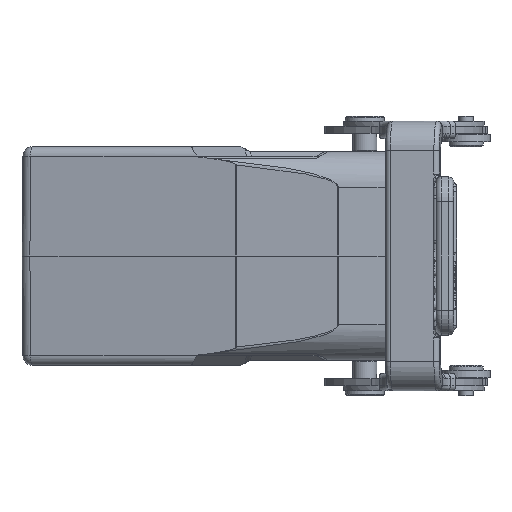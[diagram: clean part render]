
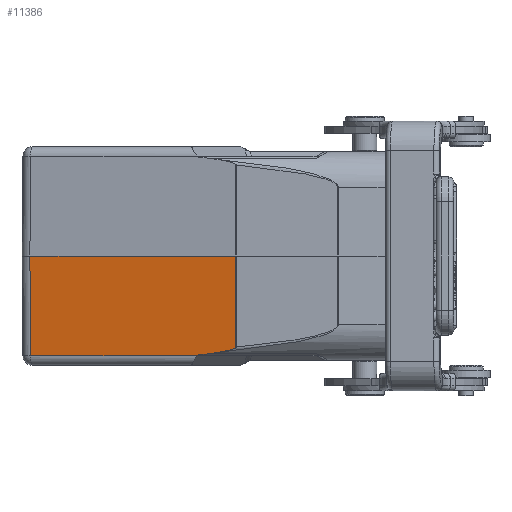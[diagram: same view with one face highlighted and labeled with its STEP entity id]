
A CAD part, left-side view. The second image highlights one B-rep face of the part: STEP entity #11386.
In plain terms, the highlighted planar face has unit normal (-0.982, 0.191, -0.009).
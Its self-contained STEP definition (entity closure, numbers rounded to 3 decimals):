
#7481=B_SPLINE_CURVE_WITH_KNOTS('',3,(#44640,#44641,#44642,#44643,#44644,
#44645,#44646,#44647,#44648,#44649,#44650,#44651,#44652,#44653,#44654,#44655),
 .UNSPECIFIED.,.F.,.F.,(4,3,3,3,3,4),(0.,0.437,0.715,
0.893,0.979,1.),.UNSPECIFIED.);
#9817=FACE_OUTER_BOUND('',#14603,.T.);
#11386=ADVANCED_FACE('',(#9817),#12223,.T.);
#12223=PLANE('',#36470);
#12387=ELLIPSE('',#36467,10.482,2.);
#12388=ELLIPSE('',#36469,39.308,7.5);
#14603=EDGE_LOOP('',(#22843,#22844,#22845,#22846,#22847,#22848,#22849,#22850));
#22843=ORIENTED_EDGE('',*,*,#26053,.T.);
#22844=ORIENTED_EDGE('',*,*,#26055,.T.);
#22845=ORIENTED_EDGE('',*,*,#29368,.F.);
#22846=ORIENTED_EDGE('',*,*,#29369,.F.);
#22847=ORIENTED_EDGE('',*,*,#26059,.T.);
#22848=ORIENTED_EDGE('',*,*,#29365,.T.);
#22849=ORIENTED_EDGE('',*,*,#29367,.T.);
#22850=ORIENTED_EDGE('',*,*,#29370,.T.);
#23447=VERTEX_POINT('',#44620);
#23449=VERTEX_POINT('',#44639);
#23450=VERTEX_POINT('',#44709);
#23453=VERTEX_POINT('',#44716);
#23454=VERTEX_POINT('',#44718);
#25615=VERTEX_POINT('',#58064);
#25616=VERTEX_POINT('',#58068);
#25617=VERTEX_POINT('',#58072);
#26053=EDGE_CURVE('',#23447,#23449,#7481,.T.);
#26055=EDGE_CURVE('',#23449,#23450,#29817,.T.);
#26059=EDGE_CURVE('',#23454,#23453,#29819,.T.);
#29365=EDGE_CURVE('',#23453,#25615,#31685,.T.);
#29367=EDGE_CURVE('',#25615,#25616,#12387,.T.);
#29368=EDGE_CURVE('',#25617,#23450,#31687,.T.);
#29369=EDGE_CURVE('',#23454,#25617,#31688,.T.);
#29370=EDGE_CURVE('',#25616,#23447,#12388,.T.);
#29817=LINE('',#44708,#32088);
#29819=LINE('',#44717,#32090);
#31685=LINE('',#58065,#34034);
#31687=LINE('',#58071,#34036);
#31688=LINE('',#58073,#34037);
#32088=VECTOR('',#37263,1.);
#32090=VECTOR('',#37271,1.);
#34034=VECTOR('',#43547,1.);
#34036=VECTOR('',#43555,1.);
#34037=VECTOR('',#43556,1.);
#36467=AXIS2_PLACEMENT_3D('',#58069,#43551,#43552);
#36469=AXIS2_PLACEMENT_3D('',#58074,#43557,#43558);
#36470=AXIS2_PLACEMENT_3D('',#58075,#43559,#43560);
#37263=DIRECTION('',(-0.009,0.001,1.));
#37271=DIRECTION('',(-0.191,-0.982,0.));
#43547=DIRECTION('',(-0.13,-0.634,0.763));
#43551=DIRECTION('',(-0.982,0.191,-0.009));
#43552=DIRECTION('',(0.191,0.982,0.002));
#43555=DIRECTION('',(-0.191,-0.982,0.));
#43556=DIRECTION('',(-0.007,0.009,1.));
#43557=DIRECTION('',(-0.982,0.191,-0.009));
#43558=DIRECTION('',(0.191,0.982,0.002));
#43559=DIRECTION('',(-0.982,0.191,-0.009));
#43560=DIRECTION('',(-0.191,-0.982,0.));
#44620=CARTESIAN_POINT('',(-43.861,3.676,-19.818));
#44639=CARTESIAN_POINT('',(-44.58,0.024,-18.83));
#44640=CARTESIAN_POINT('',(-43.861,3.676,-19.818));
#44641=CARTESIAN_POINT('',(-43.968,3.128,-19.73));
#44642=CARTESIAN_POINT('',(-44.076,2.582,-19.633));
#44643=CARTESIAN_POINT('',(-44.182,2.039,-19.517));
#44644=CARTESIAN_POINT('',(-44.25,1.695,-19.443));
#44645=CARTESIAN_POINT('',(-44.317,1.351,-19.362));
#44646=CARTESIAN_POINT('',(-44.384,1.012,-19.265));
#44647=CARTESIAN_POINT('',(-44.427,0.796,-19.202));
#44648=CARTESIAN_POINT('',(-44.469,0.579,-19.134));
#44649=CARTESIAN_POINT('',(-44.51,0.372,-19.043));
#44650=CARTESIAN_POINT('',(-44.53,0.272,-19.));
#44651=CARTESIAN_POINT('',(-44.55,0.172,-18.952));
#44652=CARTESIAN_POINT('',(-44.567,0.085,-18.885));
#44653=CARTESIAN_POINT('',(-44.572,0.063,-18.869));
#44654=CARTESIAN_POINT('',(-44.576,0.042,-18.851));
#44655=CARTESIAN_POINT('',(-44.58,0.024,-18.83));
#44708=CARTESIAN_POINT('',(-44.743,0.048,0.003));
#44709=CARTESIAN_POINT('',(-44.743,0.048,0.));
#44716=CARTESIAN_POINT('',(-43.023,7.954,-20.517));
#44717=CARTESIAN_POINT('',(-45.944,-7.069,-20.517));
#44718=CARTESIAN_POINT('',(-36.366,42.203,-20.517));
#58064=CARTESIAN_POINT('',(-43.052,7.814,-20.349));
#58065=CARTESIAN_POINT('',(-43.023,7.954,-20.517));
#58068=CARTESIAN_POINT('',(-43.44,5.83,-20.136));
#58069=CARTESIAN_POINT('',(-42.29,11.82,-18.5));
#58071=CARTESIAN_POINT('',(-36.514,42.382,0.));
#58072=CARTESIAN_POINT('',(-36.514,42.382,0.));
#58073=CARTESIAN_POINT('',(-36.511,42.379,-0.362));
#58074=CARTESIAN_POINT('',(-39.128,28.295,-14.));
#58075=CARTESIAN_POINT('',(-46.119,-7.035,0.));
